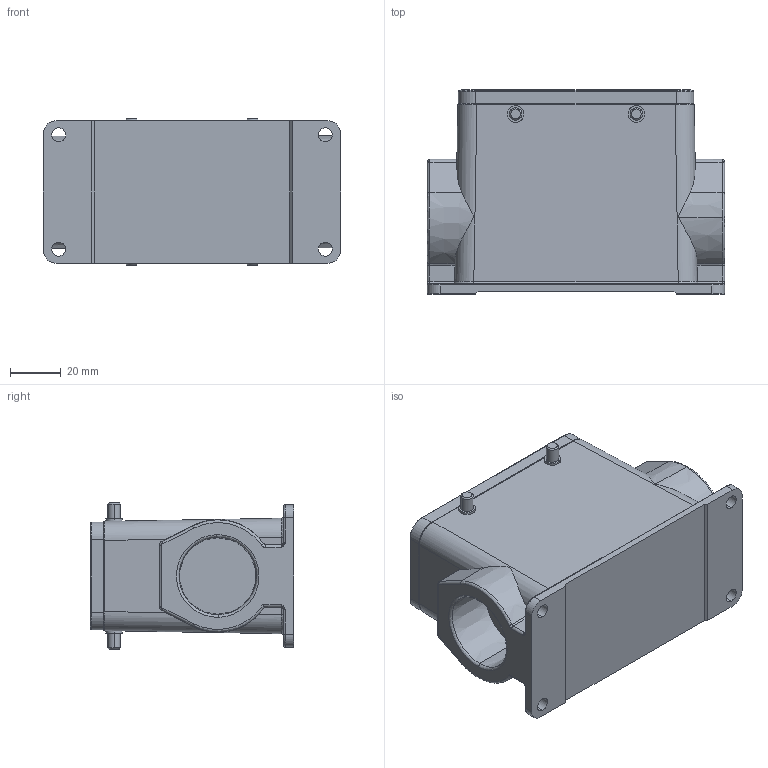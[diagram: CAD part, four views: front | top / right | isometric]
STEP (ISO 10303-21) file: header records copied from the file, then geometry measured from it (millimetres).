
FILE_DESCRIPTION (( 'STEP AP203' ), '1' );
FILE_NAME ('H16B-SFH-4B-PG29.STP', '2017-08-04T05:48:00', ( '微软用户' ), ( '微软中国' ), 'SwSTEP 2.0', 'SolidWorks 2012', '' );
FILE_SCHEMA (( 'CONFIG_CONTROL_DESIGN' ));
Length unit declared in the file: millimetre
Products named in the file (1): H16B-SFH-4B-PG29
Bounding box: 117 x 80.28 x 57.63 mm (x, y, z)
Volume: 146184.9 mm3; surface area: 58071.5 mm2
Topology: 1 solids, 6 shells, 329 faces, 800 edges, 502 vertices
Faces by surface type: cylinder 142, plane 101, bspline 56, cone 30
Entity records: 13449 total; most frequent: CARTESIAN_POINT 6220, ORIENTED_EDGE 1600, DIRECTION 1341, EDGE_CURVE 800, VERTEX_POINT 502, AXIS2_PLACEMENT_3D 496, EDGE_LOOP 360, VECTOR 349
